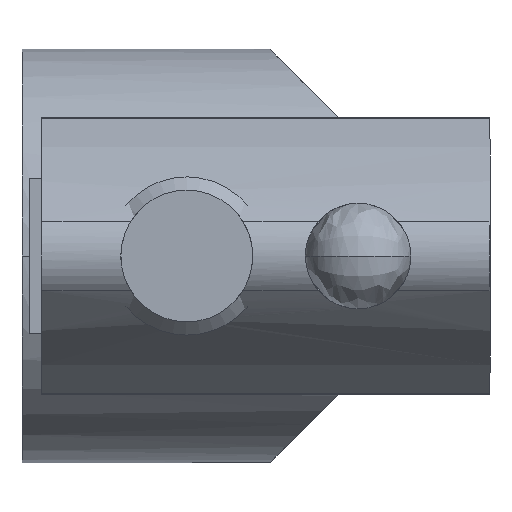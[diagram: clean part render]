
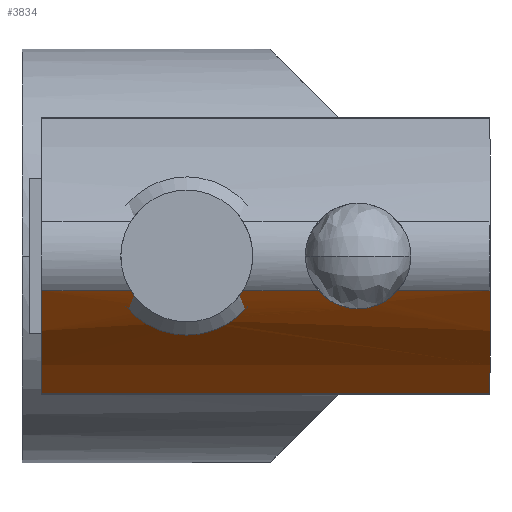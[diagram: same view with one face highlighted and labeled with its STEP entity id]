
A CAD part, left-side view. The second image highlights one B-rep face of the part: STEP entity #3834.
In plain terms, the highlighted cylindrical face has radius 16 mm (diameter 32 mm), a partial arc.
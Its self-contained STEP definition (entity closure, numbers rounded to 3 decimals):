
#1 = VERTEX_POINT ( 'NONE', #3974 ) ;
#65 = DIRECTION ( 'NONE',  ( 0., 0., -1. ) ) ;
#77 = ORIENTED_EDGE ( 'NONE', *, *, #4004, .T. ) ;
#128 = CARTESIAN_POINT ( 'NONE',  ( -23.173, -12.598, -2. ) ) ;
#169 = CARTESIAN_POINT ( 'NONE',  ( -23.306, -12.01, -1.864 ) ) ;
#172 = EDGE_LOOP ( 'NONE', ( #2519, #486, #2955, #2437, #3456, #77, #4091, #2480 ) ) ;
#213 = CARTESIAN_POINT ( 'NONE',  ( -23.266, -4.621, -1.906 ) ) ;
#258 = CARTESIAN_POINT ( 'NONE',  ( -22.67, -6.492, -2.491 ) ) ;
#283 = CARTESIAN_POINT ( 'NONE',  ( -22.924, -5.14, -2.25 ) ) ;
#321 = CARTESIAN_POINT ( 'NONE',  ( -23.807, -0.75, -1.315 ) ) ;
#344 = DIRECTION ( 'NONE',  ( 0., 0., -1. ) ) ;
#348 = LINE ( 'NONE', #1700, #1920 ) ;
#384 = CARTESIAN_POINT ( 'NONE',  ( -23.807, -4.124, -1.315 ) ) ;
#413 = DIRECTION ( 'NONE',  ( 0., -1., 0. ) ) ;
#465 = VERTEX_POINT ( 'NONE', #2310 ) ;
#467 = CARTESIAN_POINT ( 'NONE',  ( -23.257, -12.15, -1.914 ) ) ;
#486 = ORIENTED_EDGE ( 'NONE', *, *, #4265, .T. ) ;
#560 = VERTEX_POINT ( 'NONE', #2104 ) ;
#596 = CARTESIAN_POINT ( 'NONE',  ( -22.697, -5.78, -2.466 ) ) ;
#755 = VERTEX_POINT ( 'NONE', #384 ) ;
#829 = CARTESIAN_POINT ( 'NONE',  ( -23.528, -4.343, -1.628 ) ) ;
#847 = CARTESIAN_POINT ( 'NONE',  ( -22.732, -6.836, -2.433 ) ) ;
#850 = B_SPLINE_CURVE_WITH_KNOTS ( 'NONE', 3,
 ( #2265, #2895, #2246, #3581, #1209, #1905, #3924, #3246, #2914, #847, #3601, #258, #3541, #1572, #596, #3202, #283, #1841, #213, #829, #2175, #3178 ),
 .UNSPECIFIED., .F., .F.,
 ( 4, 2, 2, 2, 2, 2, 2, 2, 2, 2, 4 ),
 ( 0., 0.001, 0.001, 0.002, 0.002, 0.002, 0.003, 0.004, 0.004, 0.005, 0.006 ),
 .UNSPECIFIED. ) ;
#1041 = CARTESIAN_POINT ( 'NONE',  ( -11.75, -0.75, 9.203 ) ) ;
#1160 = CIRCLE ( 'NONE', #3748, 16. ) ;
#1170 = CARTESIAN_POINT ( 'NONE',  ( -23.807, -11.243, -1.315 ) ) ;
#1181 = CARTESIAN_POINT ( 'NONE',  ( -23.807, -17.75, -1.315 ) ) ;
#1209 = CARTESIAN_POINT ( 'NONE',  ( -23.145, -7.725, -2.03 ) ) ;
#1329 = LINE ( 'NONE', #2073, #3124 ) ;
#1458 = AXIS2_PLACEMENT_3D ( 'NONE', #2906, #2568, #2967 ) ;
#1477 = EDGE_CURVE ( 'NONE', #465, #755, #348, .T. ) ;
#1572 = CARTESIAN_POINT ( 'NONE',  ( -22.66, -6.017, -2.5 ) ) ;
#1650 = DIRECTION ( 'NONE',  ( 0., -1., 0. ) ) ;
#1700 = CARTESIAN_POINT ( 'NONE',  ( -23.807, -0.75, -1.315 ) ) ;
#1785 = CARTESIAN_POINT ( 'NONE',  ( -23.807, -14.257, -1.315 ) ) ;
#1841 = CARTESIAN_POINT ( 'NONE',  ( -23.141, -4.781, -2.034 ) ) ;
#1905 = CARTESIAN_POINT ( 'NONE',  ( -22.981, -7.455, -2.193 ) ) ;
#1920 = VECTOR ( 'NONE', #1650, 1000. ) ;
#2073 = CARTESIAN_POINT ( 'NONE',  ( -23.807, -0.75, -1.315 ) ) ;
#2094 = CARTESIAN_POINT ( 'NONE',  ( -23.173, -12.907, -2. ) ) ;
#2104 = CARTESIAN_POINT ( 'NONE',  ( -23.807, -14.257, -1.315 ) ) ;
#2136 = CARTESIAN_POINT ( 'NONE',  ( -23.258, -13.352, -1.913 ) ) ;
#2175 = CARTESIAN_POINT ( 'NONE',  ( -23.665, -4.224, -1.477 ) ) ;
#2176 = CARTESIAN_POINT ( 'NONE',  ( -23.722, -11.328, -1.412 ) ) ;
#2217 = LINE ( 'NONE', #2894, #3616 ) ;
#2246 = CARTESIAN_POINT ( 'NONE',  ( -23.529, -8.158, -1.627 ) ) ;
#2265 = CARTESIAN_POINT ( 'NONE',  ( -23.807, -8.376, -1.315 ) ) ;
#2310 = CARTESIAN_POINT ( 'NONE',  ( -23.807, -0.75, -1.315 ) ) ;
#2360 = DIRECTION ( 'NONE',  ( 0., -1., 0. ) ) ;
#2395 = VERTEX_POINT ( 'NONE', #1170 ) ;
#2437 = ORIENTED_EDGE ( 'NONE', *, *, #3258, .T. ) ;
#2444 = CARTESIAN_POINT ( 'NONE',  ( -23.423, -11.753, -1.74 ) ) ;
#2463 = CARTESIAN_POINT ( 'NONE',  ( -23.306, -13.49, -1.863 ) ) ;
#2480 = ORIENTED_EDGE ( 'NONE', *, *, #2518, .F. ) ;
#2481 = CARTESIAN_POINT ( 'NONE',  ( -18.718, -17.75, -5.2 ) ) ;
#2518 = EDGE_CURVE ( 'NONE', #3299, #465, #1160, .T. ) ;
#2519 = ORIENTED_EDGE ( 'NONE', *, *, #2770, .T. ) ;
#2521 = EDGE_CURVE ( 'NONE', #560, #3048, #1329, .T. ) ;
#2568 = DIRECTION ( 'NONE',  ( 0., 1., 0. ) ) ;
#2620 = DIRECTION ( 'NONE',  ( 0., -1., 0. ) ) ;
#2770 = EDGE_CURVE ( 'NONE', #3299, #3927, #2217, .T. ) ;
#2778 = AXIS2_PLACEMENT_3D ( 'NONE', #1041, #413, #65 ) ;
#2852 = CARTESIAN_POINT ( 'NONE',  ( -23.642, -14.077, -1.502 ) ) ;
#2894 = CARTESIAN_POINT ( 'NONE',  ( -18.718, -0.75, -5.2 ) ) ;
#2895 = CARTESIAN_POINT ( 'NONE',  ( -23.666, -8.276, -1.477 ) ) ;
#2906 = CARTESIAN_POINT ( 'NONE',  ( -11.75, -17.75, 9.203 ) ) ;
#2914 = CARTESIAN_POINT ( 'NONE',  ( -22.799, -7.055, -2.37 ) ) ;
#2955 = ORIENTED_EDGE ( 'NONE', *, *, #2521, .F. ) ;
#2967 = DIRECTION ( 'NONE',  ( 0., 0., -1. ) ) ;
#3048 = VERTEX_POINT ( 'NONE', #1181 ) ;
#3123 = CARTESIAN_POINT ( 'NONE',  ( -23.642, -11.423, -1.502 ) ) ;
#3124 = VECTOR ( 'NONE', #2360, 1000. ) ;
#3159 = CARTESIAN_POINT ( 'NONE',  ( -23.191, -12.444, -1.982 ) ) ;
#3178 = CARTESIAN_POINT ( 'NONE',  ( -23.807, -4.124, -1.315 ) ) ;
#3180 = CARTESIAN_POINT ( 'NONE',  ( -23.722, -14.172, -1.412 ) ) ;
#3202 = CARTESIAN_POINT ( 'NONE',  ( -22.829, -5.343, -2.341 ) ) ;
#3246 = CARTESIAN_POINT ( 'NONE',  ( -22.839, -7.161, -2.331 ) ) ;
#3258 = EDGE_CURVE ( 'NONE', #560, #2395, #3930, .T. ) ;
#3297 = CARTESIAN_POINT ( 'NONE',  ( -18.718, -0.75, -5.2 ) ) ;
#3299 = VERTEX_POINT ( 'NONE', #3297 ) ;
#3371 = EDGE_CURVE ( 'NONE', #1, #2395, #4044, .T. ) ;
#3456 = ORIENTED_EDGE ( 'NONE', *, *, #3371, .F. ) ;
#3462 = FACE_OUTER_BOUND ( 'NONE', #172, .T. ) ;
#3501 = CARTESIAN_POINT ( 'NONE',  ( -23.492, -13.865, -1.666 ) ) ;
#3517 = CARTESIAN_POINT ( 'NONE',  ( -23.807, -11.243, -1.315 ) ) ;
#3541 = CARTESIAN_POINT ( 'NONE',  ( -22.661, -6.371, -2.5 ) ) ;
#3562 = DIRECTION ( 'NONE',  ( 0., -1., 0. ) ) ;
#3581 = CARTESIAN_POINT ( 'NONE',  ( -23.269, -7.883, -1.903 ) ) ;
#3601 = CARTESIAN_POINT ( 'NONE',  ( -22.706, -6.723, -2.458 ) ) ;
#3616 = VECTOR ( 'NONE', #3562, 1000. ) ;
#3715 = CARTESIAN_POINT ( 'NONE',  ( -11.75, -0.75, 9.203 ) ) ;
#3732 = DIRECTION ( 'NONE',  ( 0., 1., 0. ) ) ;
#3748 = AXIS2_PLACEMENT_3D ( 'NONE', #3715, #3732, #344 ) ;
#3779 = CYLINDRICAL_SURFACE ( 'NONE', #2778, 16. ) ;
#3832 = CARTESIAN_POINT ( 'NONE',  ( -23.191, -13.057, -1.982 ) ) ;
#3834 = ADVANCED_FACE ( 'NONE', ( #3462 ), #3779, .T. ) ;
#3908 = CIRCLE ( 'NONE', #1458, 16. ) ;
#3924 = CARTESIAN_POINT ( 'NONE',  ( -22.93, -7.36, -2.243 ) ) ;
#3927 = VERTEX_POINT ( 'NONE', #2481 ) ;
#3930 = B_SPLINE_CURVE_WITH_KNOTS ( 'NONE', 3,
 ( #1785, #3180, #2852, #3501, #4123, #2463, #2136, #3832, #2094, #128, #3159, #467, #169, #2444, #4209, #3123, #2176, #3517 ),
 .UNSPECIFIED., .F., .F.,
 ( 4, 2, 2, 2, 2, 2, 2, 2, 4 ),
 ( 0., 0., 0.001, 0.001, 0.002, 0.002, 0.003, 0.003, 0.004 ),
 .UNSPECIFIED. ) ;
#3974 = CARTESIAN_POINT ( 'NONE',  ( -23.807, -8.376, -1.315 ) ) ;
#4004 = EDGE_CURVE ( 'NONE', #1, #755, #850, .T. ) ;
#4044 = LINE ( 'NONE', #321, #4338 ) ;
#4091 = ORIENTED_EDGE ( 'NONE', *, *, #1477, .F. ) ;
#4123 = CARTESIAN_POINT ( 'NONE',  ( -23.423, -13.746, -1.74 ) ) ;
#4209 = CARTESIAN_POINT ( 'NONE',  ( -23.492, -11.635, -1.666 ) ) ;
#4265 = EDGE_CURVE ( 'NONE', #3927, #3048, #3908, .T. ) ;
#4338 = VECTOR ( 'NONE', #2620, 1000. ) ;
